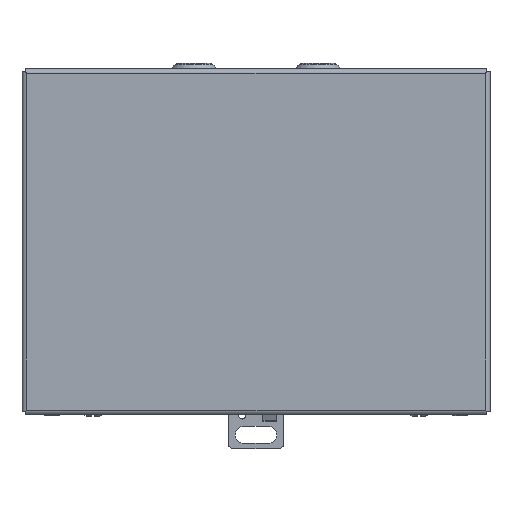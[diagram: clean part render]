
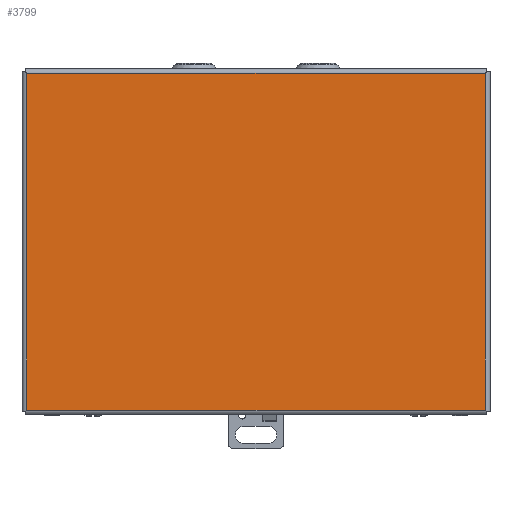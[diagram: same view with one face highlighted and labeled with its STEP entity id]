
A CAD part, top view. The second image highlights one B-rep face of the part: STEP entity #3799.
In plain terms, the highlighted planar face has unit normal (0, 0, 1).
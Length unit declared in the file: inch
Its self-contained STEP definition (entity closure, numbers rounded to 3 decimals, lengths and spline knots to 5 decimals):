
#177 = VERTEX_POINT ( 'NONE', #7799 ) ;
#547 = DIRECTION ( 'NONE',  ( 0., 0., 1. ) ) ;
#1371 = FACE_OUTER_BOUND ( 'NONE', #5713, .T. ) ;
#1512 = PLANE ( 'NONE',  #11385 ) ;
#1569 = ORIENTED_EDGE ( 'NONE', *, *, #14261, .F. ) ;
#1570 = DIRECTION ( 'NONE',  ( 0., 1., 0. ) ) ;
#1581 = VERTEX_POINT ( 'NONE', #2121 ) ;
#1661 = EDGE_CURVE ( 'NONE', #4571, #12137, #9944, .T. ) ;
#1918 = EDGE_CURVE ( 'NONE', #177, #1581, #11859, .T. ) ;
#2121 = CARTESIAN_POINT ( 'NONE',  ( -4.1585, -0.029, 4.0285 ) ) ;
#2719 = CARTESIAN_POINT ( 'NONE',  ( 4.1585, -0.029, 4.0285 ) ) ;
#3218 = VECTOR ( 'NONE', #14541, 39.37008 ) ;
#3799 = ADVANCED_FACE ( 'NONE', ( #1371 ), #1512, .T. ) ;
#4348 = LINE ( 'NONE', #9755, #3218 ) ;
#4504 = LINE ( 'NONE', #13636, #12963 ) ;
#4571 = VERTEX_POINT ( 'NONE', #7566 ) ;
#4633 = VECTOR ( 'NONE', #1570, 39.37008 ) ;
#4982 = DIRECTION ( 'NONE',  ( -1., 0., 0. ) ) ;
#5282 = CARTESIAN_POINT ( 'NONE',  ( 4.1585, -0.029, 4.0285 ) ) ;
#5713 = EDGE_LOOP ( 'NONE', ( #10041, #1569, #5947, #9593 ) ) ;
#5947 = ORIENTED_EDGE ( 'NONE', *, *, #1661, .F. ) ;
#7566 = CARTESIAN_POINT ( 'NONE',  ( 4.1585, -0.029, 4.0285 ) ) ;
#7799 = CARTESIAN_POINT ( 'NONE',  ( -4.1585, -6.135, 4.0285 ) ) ;
#9593 = ORIENTED_EDGE ( 'NONE', *, *, #12732, .F. ) ;
#9755 = CARTESIAN_POINT ( 'NONE',  ( -4.1585, -0.029, 4.0285 ) ) ;
#9859 = DIRECTION ( 'NONE',  ( 0., -1., 0. ) ) ;
#9944 = LINE ( 'NONE', #5282, #13954 ) ;
#10041 = ORIENTED_EDGE ( 'NONE', *, *, #1918, .F. ) ;
#11385 = AXIS2_PLACEMENT_3D ( 'NONE', #2719, #547, #4982 ) ;
#11859 = LINE ( 'NONE', #14023, #4633 ) ;
#12137 = VERTEX_POINT ( 'NONE', #12239 ) ;
#12239 = CARTESIAN_POINT ( 'NONE',  ( 4.1585, -6.135, 4.0285 ) ) ;
#12732 = EDGE_CURVE ( 'NONE', #1581, #4571, #4348, .T. ) ;
#12963 = VECTOR ( 'NONE', #13707, 39.37008 ) ;
#13636 = CARTESIAN_POINT ( 'NONE',  ( 4.1585, -6.135, 4.0285 ) ) ;
#13707 = DIRECTION ( 'NONE',  ( -1., 0., 0. ) ) ;
#13954 = VECTOR ( 'NONE', #9859, 39.37008 ) ;
#14023 = CARTESIAN_POINT ( 'NONE',  ( -4.1585, -6.135, 4.0285 ) ) ;
#14261 = EDGE_CURVE ( 'NONE', #12137, #177, #4504, .T. ) ;
#14541 = DIRECTION ( 'NONE',  ( 1., 0., 0. ) ) ;
